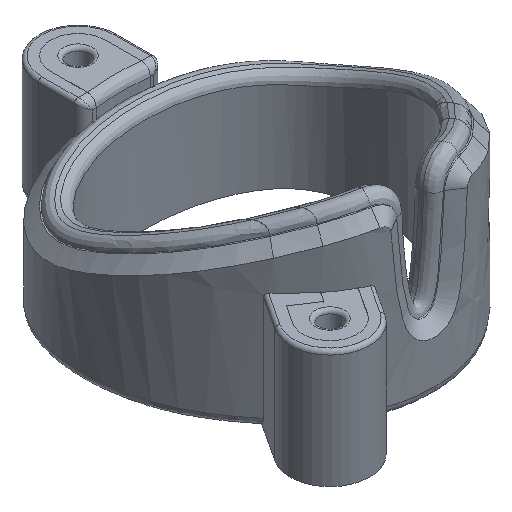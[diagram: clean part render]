
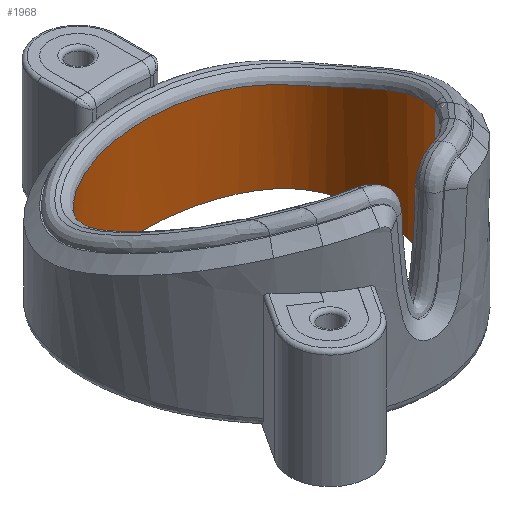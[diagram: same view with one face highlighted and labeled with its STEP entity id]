
A CAD part, isometric view. The second image highlights one B-rep face of the part: STEP entity #1968.
In plain terms, the highlighted free-form (B-spline) face has degree [3, 1] with [19, 2] control points.
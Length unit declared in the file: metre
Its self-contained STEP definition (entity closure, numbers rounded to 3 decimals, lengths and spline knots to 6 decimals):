
#250=B_SPLINE_CURVE_WITH_KNOTS('',3,(#4890,#4891,#4892,#4893,#4894,#4895,
#4896,#4897,#4898,#4899,#4900,#4901,#4902,#4903,#4904,#4905,#4906,#4907,
#4908,#4909,#4910,#4911,#4912,#4913,#4914,#4915,#4916),.UNSPECIFIED.,.F.,
 .F.,(4,1,1,1,1,1,1,1,1,1,1,1,1,1,1,1,1,1,1,1,1,1,1,1,4),(0.,0.004061,
0.008122,0.010152,0.012182,0.014213,
0.016243,0.018273,0.020304,0.022334,
0.024365,0.028425,0.032486,0.036547,
0.038577,0.040608,0.042638,0.044668,
0.046699,0.048729,0.05076,0.05279,
0.056851,0.060912,0.064972),.UNSPECIFIED.);
#251=B_SPLINE_CURVE_WITH_KNOTS('',3,(#4920,#4921,#4922,#4923,#4924,#4925,
#4926,#4927,#4928,#4929,#4930,#4931,#4932),.UNSPECIFIED.,.T.,.F.,(1,3,1,
1,1,1,1,1,1,1,1,3,1),(-0.120571,0.,0.120571,0.217595,
0.31462,0.418791,0.5,0.581209,0.68538,
0.782405,0.879429,1.,1.120571),.UNSPECIFIED.);
#694=ORIENTED_EDGE('',*,*,#1101,.F.);
#695=ORIENTED_EDGE('',*,*,#1102,.T.);
#696=ORIENTED_EDGE('',*,*,#1103,.T.);
#697=ORIENTED_EDGE('',*,*,#1104,.F.);
#1101=EDGE_CURVE('',#1326,#1327,#1463,.T.);
#1102=EDGE_CURVE('',#1326,#1328,#250,.T.);
#1103=EDGE_CURVE('',#1328,#1329,#1464,.T.);
#1104=EDGE_CURVE('',#1327,#1329,#251,.T.);
#1326=VERTEX_POINT('',#4888);
#1327=VERTEX_POINT('',#4889);
#1328=VERTEX_POINT('',#4917);
#1329=VERTEX_POINT('',#4919);
#1463=LINE('',#4887,#1569);
#1464=LINE('',#4918,#1570);
#1569=VECTOR('',#2418,1.);
#1570=VECTOR('',#2419,1.);
#1680=EDGE_LOOP('',(#694,#695,#696,#697));
#1809=FACE_BOUND('',#1680,.T.);
#1884=B_SPLINE_SURFACE_WITH_KNOTS('',3,1,((#4849,#4850),(#4851,#4852),(#4853,
#4854),(#4855,#4856),(#4857,#4858),(#4859,#4860),(#4861,#4862),(#4863,#4864),
(#4865,#4866),(#4867,#4868),(#4869,#4870),(#4871,#4872),(#4873,#4874),(#4875,
#4876),(#4877,#4878),(#4879,#4880),(#4881,#4882),(#4883,#4884),(#4885,#4886)),
 .SURF_OF_LINEAR_EXTRUSION.,.F.,.F.,.F.,(4,1,1,1,1,1,1,1,1,1,1,1,1,1,1,
1,4),(2,2),(0.669688,0.710977,0.752266,0.793555,
0.834844,0.876133,0.917422,0.958711,
1.,1.041289,1.082578,1.123867,1.165156,
1.206445,1.247734,1.289023,1.330312),(0.,
1.),.UNSPECIFIED.);
#1968=ADVANCED_FACE('',(#1809),#1884,.T.);
#2418=DIRECTION('',(0.,0.,-1.));
#2419=DIRECTION('',(0.,0.,-1.));
#4849=CARTESIAN_POINT('',(0.01117,-0.007017,0.016432));
#4850=CARTESIAN_POINT('',(0.01117,-0.007017,0.));
#4851=CARTESIAN_POINT('',(0.011894,-0.005952,0.016432));
#4852=CARTESIAN_POINT('',(0.011894,-0.005952,0.));
#4853=CARTESIAN_POINT('',(0.013089,-0.003787,0.016432));
#4854=CARTESIAN_POINT('',(0.013089,-0.003787,0.));
#4855=CARTESIAN_POINT('',(0.014082,-0.000495,0.016432));
#4856=CARTESIAN_POINT('',(0.014082,-0.000495,0.));
#4857=CARTESIAN_POINT('',(0.014401,0.00298,0.016432));
#4858=CARTESIAN_POINT('',(0.014401,0.00298,0.));
#4859=CARTESIAN_POINT('',(0.013992,0.006583,0.016432));
#4860=CARTESIAN_POINT('',(0.013992,0.006583,0.));
#4861=CARTESIAN_POINT('',(0.012407,0.009806,0.016432));
#4862=CARTESIAN_POINT('',(0.012407,0.009806,0.));
#4863=CARTESIAN_POINT('',(0.009204,0.012187,0.016432));
#4864=CARTESIAN_POINT('',(0.009204,0.012187,0.));
#4865=CARTESIAN_POINT('',(0.004878,0.01365,0.016432));
#4866=CARTESIAN_POINT('',(0.004878,0.01365,0.));
#4867=CARTESIAN_POINT('',(0.,0.014155,0.016432));
#4868=CARTESIAN_POINT('',(0.,0.014155,0.));
#4869=CARTESIAN_POINT('',(-0.004878,0.01365,0.016432));
#4870=CARTESIAN_POINT('',(-0.004878,0.01365,0.));
#4871=CARTESIAN_POINT('',(-0.009204,0.012187,0.016432));
#4872=CARTESIAN_POINT('',(-0.009204,0.012187,0.));
#4873=CARTESIAN_POINT('',(-0.012407,0.009806,0.016432));
#4874=CARTESIAN_POINT('',(-0.012407,0.009806,0.));
#4875=CARTESIAN_POINT('',(-0.013992,0.006583,0.016432));
#4876=CARTESIAN_POINT('',(-0.013992,0.006583,0.));
#4877=CARTESIAN_POINT('',(-0.014401,0.00298,0.016432));
#4878=CARTESIAN_POINT('',(-0.014401,0.00298,0.));
#4879=CARTESIAN_POINT('',(-0.014082,-0.000495,0.016432));
#4880=CARTESIAN_POINT('',(-0.014082,-0.000495,0.));
#4881=CARTESIAN_POINT('',(-0.013089,-0.003787,0.016432));
#4882=CARTESIAN_POINT('',(-0.013089,-0.003787,0.));
#4883=CARTESIAN_POINT('',(-0.011894,-0.005952,0.016432));
#4884=CARTESIAN_POINT('',(-0.011894,-0.005952,0.));
#4885=CARTESIAN_POINT('',(-0.01117,-0.007017,0.016432));
#4886=CARTESIAN_POINT('',(-0.01117,-0.007017,0.));
#4887=CARTESIAN_POINT('',(0.01117,-0.007017,0.022));
#4888=CARTESIAN_POINT('',(0.01117,-0.007017,0.016334));
#4889=CARTESIAN_POINT('',(0.01117,-0.007017,0.));
#4890=CARTESIAN_POINT('',(0.01117,-0.007017,0.016334));
#4891=CARTESIAN_POINT('',(0.011884,-0.005967,0.015864));
#4892=CARTESIAN_POINT('',(0.013112,-0.003759,0.014873));
#4893=CARTESIAN_POINT('',(0.013975,-0.000845,0.013557));
#4894=CARTESIAN_POINT('',(0.014268,0.001611,0.012442));
#4895=CARTESIAN_POINT('',(0.014305,0.003458,0.01163));
#4896=CARTESIAN_POINT('',(0.014125,0.005327,0.010865));
#4897=CARTESIAN_POINT('',(0.013641,0.007205,0.010233));
#4898=CARTESIAN_POINT('',(0.012739,0.00902,0.009899));
#4899=CARTESIAN_POINT('',(0.011378,0.01055,0.009946));
#4900=CARTESIAN_POINT('',(0.009725,0.011709,0.010099));
#4901=CARTESIAN_POINT('',(0.007282,0.012887,0.010288));
#4902=CARTESIAN_POINT('',(0.00404,0.013757,0.010435));
#4903=CARTESIAN_POINT('',(0.000008,0.014098,0.010489));
#4904=CARTESIAN_POINT('',(-0.003328,0.013822,0.010445));
#4905=CARTESIAN_POINT('',(-0.005968,0.013236,0.010348));
#4906=CARTESIAN_POINT('',(-0.00787,0.012602,0.010242));
#4907=CARTESIAN_POINT('',(-0.009704,0.01172,0.010101));
#4908=CARTESIAN_POINT('',(-0.011362,0.010564,0.009947));
#4909=CARTESIAN_POINT('',(-0.012727,0.009038,0.009898));
#4910=CARTESIAN_POINT('',(-0.013633,0.007225,0.010227));
#4911=CARTESIAN_POINT('',(-0.014122,0.005344,0.010858));
#4912=CARTESIAN_POINT('',(-0.014361,0.00287,0.01187));
#4913=CARTESIAN_POINT('',(-0.014151,-0.00021,0.01327));
#4914=CARTESIAN_POINT('',(-0.013119,-0.003754,0.014871));
#4915=CARTESIAN_POINT('',(-0.011884,-0.005967,0.015864));
#4916=CARTESIAN_POINT('',(-0.01117,-0.007017,0.016334));
#4917=CARTESIAN_POINT('',(-0.01117,-0.007017,0.016334));
#4918=CARTESIAN_POINT('',(-0.01117,-0.007017,0.022));
#4919=CARTESIAN_POINT('',(-0.01117,-0.007017,0.));
#4920=CARTESIAN_POINT('',(0.,0.013986,0.));
#4921=CARTESIAN_POINT('',(-0.004749,0.013986,0.));
#4922=CARTESIAN_POINT('',(-0.013319,0.0114,0.));
#4923=CARTESIAN_POINT('',(-0.014861,0.001853,0.));
#4924=CARTESIAN_POINT('',(-0.012644,-0.006003,0.));
#4925=CARTESIAN_POINT('',(-0.00599,-0.013312,0.));
#4926=CARTESIAN_POINT('',(0.,-0.014646,0.));
#4927=CARTESIAN_POINT('',(0.00599,-0.013312,0.));
#4928=CARTESIAN_POINT('',(0.012644,-0.006003,0.));
#4929=CARTESIAN_POINT('',(0.014861,0.001853,0.));
#4930=CARTESIAN_POINT('',(0.013319,0.0114,0.));
#4931=CARTESIAN_POINT('',(0.004749,0.013986,0.));
#4932=CARTESIAN_POINT('',(0.,0.013986,0.));
